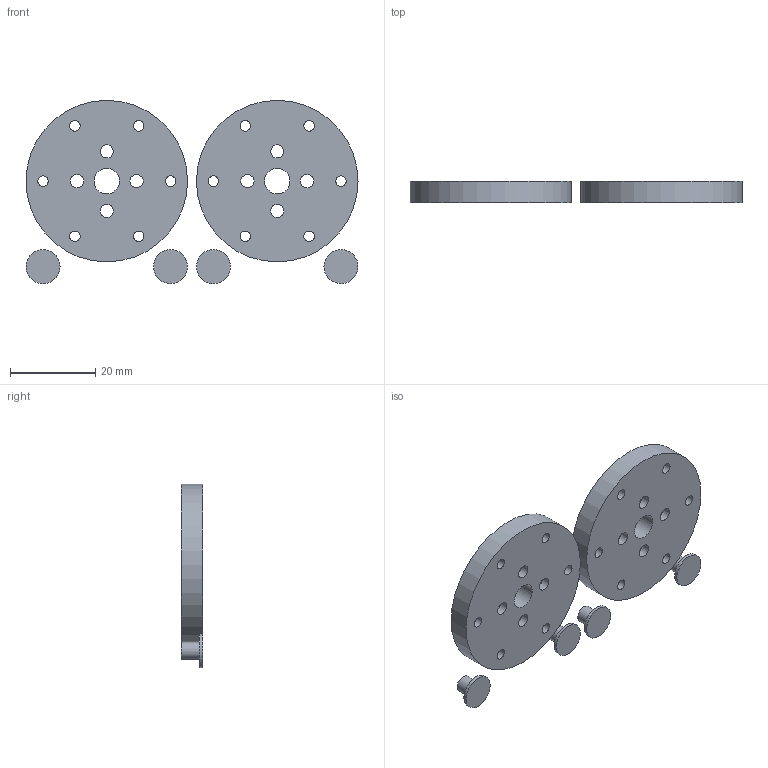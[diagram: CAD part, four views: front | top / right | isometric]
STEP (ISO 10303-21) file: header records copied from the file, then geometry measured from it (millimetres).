
FILE_DESCRIPTION(/* description */ (''),/* implementation_level */ '2;1');
FILE_NAME(/* name */ 'Leg_t5_CAM.stp',/* time_stamp */ '2025-04-27T02:40:26+09:00',/* author */ ('rei_r'),/* organization */ (''),/* preprocessor_version */ 'ST-DEVELOPER v19.2',/* originating_system */ 'Autodesk Inventor 2023',/* authorisation */ '');
FILE_SCHEMA (('AUTOMOTIVE_DESIGN { 1 0 10303 214 3 1 1 }'));
Length unit declared in the file: millimetre
Products named in the file (3): Leg_t5_CAM; Part10; roll_free_horn_axis_2
Assembly tree (6 placements, depth 2):
  Leg_t5_CAM
    roll_free_horn_axis_2  x4
    Part10  x2
Bounding box: 78.1 x 5 x 43.12 mm (x, y, z)
Volume: 10338.5 mm3; surface area: 7333.8 mm2
Topology: 6 solids, 6 shells, 64 faces, 120 edges, 80 vertices
Faces by surface type: cylinder 40, plane 24
Full cylindrical faces by diameter (mm): 2.459 x12, 3.1 x8, 4 x4, 6 x10, 8 x4, 38 x2
Entity records: 916 total; most frequent: DIRECTION 162, CARTESIAN_POINT 126, ORIENTED_EDGE 108, AXIS2_PLACEMENT_3D 72, EDGE_LOOP 54, EDGE_CURVE 54, CIRCLE 36, VERTEX_POINT 36
